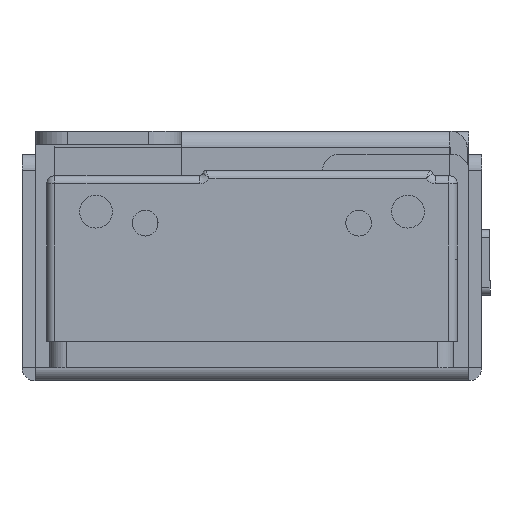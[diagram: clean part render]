
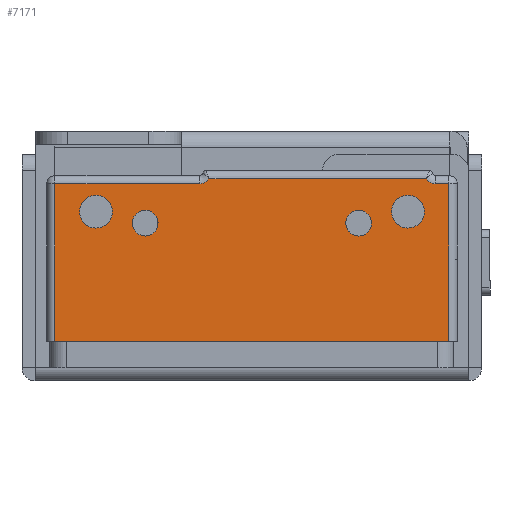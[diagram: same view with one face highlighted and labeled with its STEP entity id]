
A CAD part, front view. The second image highlights one B-rep face of the part: STEP entity #7171.
In plain terms, the highlighted planar face has unit normal (0, -1, 0).
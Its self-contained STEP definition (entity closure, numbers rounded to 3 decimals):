
#5689=AXIS2_PLACEMENT_3D('Circle Axis2P3D',#5687,#5688,$) ;
#5701=AXIS2_PLACEMENT_3D('Circle Axis2P3D',#5699,#5700,$) ;
#5732=AXIS2_PLACEMENT_3D('Circle Axis2P3D',#5730,#5731,$) ;
#5744=AXIS2_PLACEMENT_3D('Circle Axis2P3D',#5742,#5743,$) ;
#5768=AXIS2_PLACEMENT_3D('Circle Axis2P3D',#5766,#5767,$) ;
#5797=AXIS2_PLACEMENT_3D('Circle Axis2P3D',#5795,#5796,$) ;
#5815=AXIS2_PLACEMENT_3D('Circle Axis2P3D',#5813,#5814,$) ;
#5849=AXIS2_PLACEMENT_3D('Circle Axis2P3D',#5847,#5848,$) ;
#5893=AXIS2_PLACEMENT_3D('Circle Axis2P3D',#5891,#5892,$) ;
#5934=AXIS2_PLACEMENT_3D('Circle Axis2P3D',#5932,#5933,$) ;
#7131=AXIS2_PLACEMENT_3D('Plane Axis2P3D',#7128,#7129,#7130) ;
#4580=CARTESIAN_POINT('Vertex',(10.626,-24.,9.9)) ;
#4698=CARTESIAN_POINT('Vertex',(-2.613,-24.,9.9)) ;
#5647=CARTESIAN_POINT('Vertex',(12.,-24.,9.6)) ;
#5677=CARTESIAN_POINT('Vertex',(10.5,-24.,7.891)) ;
#5684=CARTESIAN_POINT('Vertex',(8.5,-24.,7.909)) ;
#5687=CARTESIAN_POINT('Axis2P3D Location',(9.5,-24.,7.9)) ;
#5699=CARTESIAN_POINT('Axis2P3D Location',(9.5,-24.,7.9)) ;
#5720=CARTESIAN_POINT('Vertex',(-8.5,-24.,7.9)) ;
#5727=CARTESIAN_POINT('Vertex',(-10.5,-24.,7.9)) ;
#5730=CARTESIAN_POINT('Axis2P3D Location',(-9.5,-24.,7.9)) ;
#5742=CARTESIAN_POINT('Axis2P3D Location',(-9.5,-24.,7.9)) ;
#5763=CARTESIAN_POINT('Vertex',(-5.812,-24.,6.824)) ;
#5766=CARTESIAN_POINT('Axis2P3D Location',(-6.5,-24.,7.2)) ;
#5770=CARTESIAN_POINT('Vertex',(-7.188,-24.,7.576)) ;
#5795=CARTESIAN_POINT('Axis2P3D Location',(-6.5,-24.,7.2)) ;
#5813=CARTESIAN_POINT('Axis2P3D Location',(6.5,-24.,7.2)) ;
#5817=CARTESIAN_POINT('Vertex',(5.812,-24.,7.576)) ;
#5819=CARTESIAN_POINT('Vertex',(7.188,-24.,6.824)) ;
#5847=CARTESIAN_POINT('Axis2P3D Location',(6.5,-24.,7.2)) ;
#5871=CARTESIAN_POINT('Vertex',(11.2,-24.,9.6)) ;
#5874=CARTESIAN_POINT('Line Origine',(0.,-24.,9.6)) ;
#5891=CARTESIAN_POINT('Axis2P3D Location',(11.2,-24.,10.3)) ;
#5908=CARTESIAN_POINT('Line Origine',(0.,-24.,9.9)) ;
#5929=CARTESIAN_POINT('Vertex',(-3.187,-24.,9.6)) ;
#5932=CARTESIAN_POINT('Axis2P3D Location',(-3.187,-24.,10.3)) ;
#5953=CARTESIAN_POINT('Vertex',(-12.,-24.,9.6)) ;
#5956=CARTESIAN_POINT('Line Origine',(0.,-24.,9.6)) ;
#7102=CARTESIAN_POINT('Line Origine',(12.,-24.,5.2)) ;
#7106=CARTESIAN_POINT('Vertex',(12.,-24.,0.)) ;
#7128=CARTESIAN_POINT('Axis2P3D Location',(12.5,-24.,0.)) ;
#7133=CARTESIAN_POINT('Line Origine',(-12.,-24.,4.8)) ;
#7137=CARTESIAN_POINT('Vertex',(-12.,-24.,0.)) ;
#7140=CARTESIAN_POINT('Line Origine',(0.,-24.,0.)) ;
#5688=DIRECTION('Axis2P3D Direction',(0.,-1.,0.)) ;
#5700=DIRECTION('Axis2P3D Direction',(0.,-1.,0.)) ;
#5731=DIRECTION('Axis2P3D Direction',(0.,-1.,0.)) ;
#5743=DIRECTION('Axis2P3D Direction',(0.,-1.,0.)) ;
#5767=DIRECTION('Axis2P3D Direction',(-0.,1.,0.)) ;
#5796=DIRECTION('Axis2P3D Direction',(-0.,1.,0.)) ;
#5814=DIRECTION('Axis2P3D Direction',(-0.,1.,0.)) ;
#5848=DIRECTION('Axis2P3D Direction',(-0.,1.,0.)) ;
#5875=DIRECTION('Vector Direction',(1.,0.,0.)) ;
#5892=DIRECTION('Axis2P3D Direction',(-0.,1.,0.)) ;
#5909=DIRECTION('Vector Direction',(1.,0.,0.)) ;
#5933=DIRECTION('Axis2P3D Direction',(0.,1.,-0.)) ;
#5957=DIRECTION('Vector Direction',(1.,0.,0.)) ;
#7103=DIRECTION('Vector Direction',(0.,0.,1.)) ;
#7129=DIRECTION('Axis2P3D Direction',(0.,1.,-0.)) ;
#7130=DIRECTION('Axis2P3D XDirection',(-1.,0.,0.)) ;
#7134=DIRECTION('Vector Direction',(0.,0.,1.)) ;
#7141=DIRECTION('Vector Direction',(-1.,0.,0.)) ;
#5876=VECTOR('Line Direction',#5875,1.) ;
#5910=VECTOR('Line Direction',#5909,1.) ;
#5958=VECTOR('Line Direction',#5957,1.) ;
#7104=VECTOR('Line Direction',#7103,1.) ;
#7135=VECTOR('Line Direction',#7134,1.) ;
#7142=VECTOR('Line Direction',#7141,1.) ;
#7146=ORIENTED_EDGE('',*,*,#5878,.F.) ;
#7147=ORIENTED_EDGE('',*,*,#5895,.F.) ;
#7148=ORIENTED_EDGE('',*,*,#5912,.F.) ;
#7149=ORIENTED_EDGE('',*,*,#5936,.F.) ;
#7150=ORIENTED_EDGE('',*,*,#5960,.F.) ;
#7151=ORIENTED_EDGE('',*,*,#7139,.F.) ;
#7152=ORIENTED_EDGE('',*,*,#7144,.T.) ;
#7153=ORIENTED_EDGE('',*,*,#7108,.T.) ;
#7156=ORIENTED_EDGE('',*,*,#5821,.T.) ;
#7157=ORIENTED_EDGE('',*,*,#5851,.T.) ;
#7160=ORIENTED_EDGE('',*,*,#5772,.T.) ;
#7161=ORIENTED_EDGE('',*,*,#5799,.T.) ;
#7164=ORIENTED_EDGE('',*,*,#5734,.F.) ;
#7165=ORIENTED_EDGE('',*,*,#5746,.F.) ;
#7168=ORIENTED_EDGE('',*,*,#5691,.F.) ;
#7169=ORIENTED_EDGE('',*,*,#5703,.F.) ;
#7158=FACE_BOUND('',#7155,.T.) ;
#7162=FACE_BOUND('',#7159,.T.) ;
#7166=FACE_BOUND('',#7163,.T.) ;
#7170=FACE_BOUND('',#7167,.T.) ;
#7171=ADVANCED_FACE('\X2\FF8EFF9EFF83FF9EFF68FF70\X0\.2',(#7154,#7158,#7162,#7166,#7170),#7132,.F.) ;
#5690=CIRCLE('generated circle',#5689,1.) ;
#5702=CIRCLE('generated circle',#5701,1.) ;
#5733=CIRCLE('generated circle',#5732,1.) ;
#5745=CIRCLE('generated circle',#5744,1.) ;
#5769=CIRCLE('generated circle',#5768,0.784) ;
#5798=CIRCLE('generated circle',#5797,0.784) ;
#5816=CIRCLE('generated circle',#5815,0.784) ;
#5850=CIRCLE('generated circle',#5849,0.784) ;
#5894=CIRCLE('generated circle',#5893,0.7) ;
#5935=CIRCLE('generated circle',#5934,0.7) ;
#5691=EDGE_CURVE('',#5685,#5678,#5690,.T.) ;
#5703=EDGE_CURVE('',#5678,#5685,#5702,.T.) ;
#5734=EDGE_CURVE('',#5728,#5721,#5733,.T.) ;
#5746=EDGE_CURVE('',#5721,#5728,#5745,.T.) ;
#5772=EDGE_CURVE('',#5771,#5764,#5769,.T.) ;
#5799=EDGE_CURVE('',#5764,#5771,#5798,.T.) ;
#5821=EDGE_CURVE('',#5818,#5820,#5816,.T.) ;
#5851=EDGE_CURVE('',#5820,#5818,#5850,.T.) ;
#5878=EDGE_CURVE('',#5872,#5648,#5877,.T.) ;
#5895=EDGE_CURVE('',#4581,#5872,#5894,.F.) ;
#5912=EDGE_CURVE('',#4699,#4581,#5911,.T.) ;
#5936=EDGE_CURVE('',#5930,#4699,#5935,.F.) ;
#5960=EDGE_CURVE('',#5954,#5930,#5959,.T.) ;
#7108=EDGE_CURVE('',#7107,#5648,#7105,.T.) ;
#7139=EDGE_CURVE('',#7138,#5954,#7136,.T.) ;
#7144=EDGE_CURVE('',#7138,#7107,#7143,.F.) ;
#7145=EDGE_LOOP('',(#7146,#7147,#7148,#7149,#7150,#7151,#7152,#7153)) ;
#7155=EDGE_LOOP('',(#7156,#7157)) ;
#7159=EDGE_LOOP('',(#7160,#7161)) ;
#7163=EDGE_LOOP('',(#7164,#7165)) ;
#7167=EDGE_LOOP('',(#7168,#7169)) ;
#7154=FACE_OUTER_BOUND('',#7145,.T.) ;
#5877=LINE('Line',#5874,#5876) ;
#5911=LINE('Line',#5908,#5910) ;
#5959=LINE('Line',#5956,#5958) ;
#7105=LINE('Line',#7102,#7104) ;
#7136=LINE('Line',#7133,#7135) ;
#7143=LINE('Line',#7140,#7142) ;
#7132=PLANE('Plane',#7131) ;
#4581=VERTEX_POINT('',#4580) ;
#4699=VERTEX_POINT('',#4698) ;
#5648=VERTEX_POINT('',#5647) ;
#5678=VERTEX_POINT('',#5677) ;
#5685=VERTEX_POINT('',#5684) ;
#5721=VERTEX_POINT('',#5720) ;
#5728=VERTEX_POINT('',#5727) ;
#5764=VERTEX_POINT('',#5763) ;
#5771=VERTEX_POINT('',#5770) ;
#5818=VERTEX_POINT('',#5817) ;
#5820=VERTEX_POINT('',#5819) ;
#5872=VERTEX_POINT('',#5871) ;
#5930=VERTEX_POINT('',#5929) ;
#5954=VERTEX_POINT('',#5953) ;
#7107=VERTEX_POINT('',#7106) ;
#7138=VERTEX_POINT('',#7137) ;
